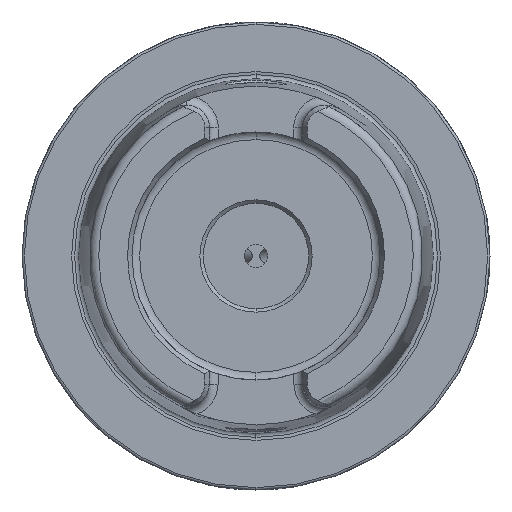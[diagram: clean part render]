
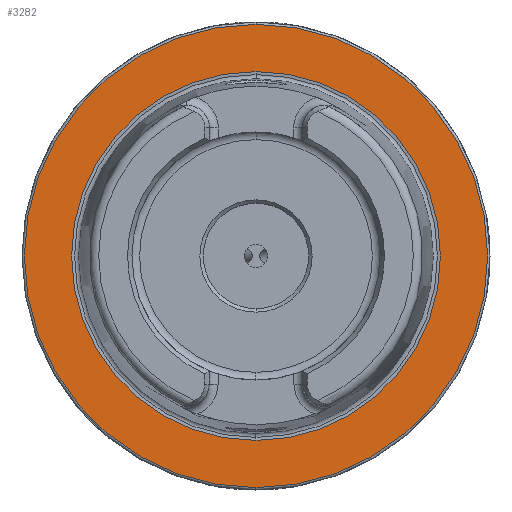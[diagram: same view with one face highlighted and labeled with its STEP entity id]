
A CAD part, left-side view. The second image highlights one B-rep face of the part: STEP entity #3282.
In plain terms, the highlighted planar face has unit normal (-1, 0, 0).
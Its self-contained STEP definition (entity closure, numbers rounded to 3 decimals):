
#1606 = CARTESIAN_POINT ( 'NONE',  ( 0., 0., -39.405 ) ) ;
#1893 = EDGE_CURVE ( 'NONE', #11645, #11648, #14197, .T. ) ;
#1897 = EDGE_CURVE ( 'NONE', #16539, #12457, #14203, .T. ) ;
#2487 = EDGE_LOOP ( 'NONE', ( #12136, #12134 ) ) ;
#2502 = EDGE_LOOP ( 'NONE', ( #12132, #12130 ) ) ;
#3282 = ADVANCED_FACE ( 'NONE', ( #7985, #7987 ), #7988, .F. ) ;
#3305 = CIRCLE ( 'NONE', #3308, 39.405 ) ;
#3307 = CIRCLE ( 'NONE', #3310, 49.5 ) ;
#3308 = AXIS2_PLACEMENT_3D ( 'NONE', #10797, #10798, #10799 ) ;
#3310 = AXIS2_PLACEMENT_3D ( 'NONE', #10800, #10801, #10802 ) ;
#7974 = DIRECTION ( 'NONE',  ( 1., 0., 0. ) ) ;
#7984 = CARTESIAN_POINT ( 'NONE',  ( 0., 49.5, 0. ) ) ;
#7985 = FACE_BOUND ( 'NONE', #2487, .T. ) ;
#7987 = FACE_OUTER_BOUND ( 'NONE', #2502, .T. ) ;
#7988 = PLANE ( 'NONE',  #16971 ) ;
#7990 = DIRECTION ( 'NONE',  ( 0., 0., -1. ) ) ;
#9362 = CARTESIAN_POINT ( 'NONE',  ( 0., 0., 49.5 ) ) ;
#9364 = CARTESIAN_POINT ( 'NONE',  ( 0., 0., -49.5 ) ) ;
#9434 = CARTESIAN_POINT ( 'NONE',  ( 0., 0., 39.405 ) ) ;
#9786 = EDGE_CURVE ( 'NONE', #12457, #16539, #3305, .T. ) ;
#9788 = EDGE_CURVE ( 'NONE', #11648, #11645, #3307, .T. ) ;
#10797 = CARTESIAN_POINT ( 'NONE',  ( 0., 0., 0. ) ) ;
#10798 = DIRECTION ( 'NONE',  ( -1., 0., 0. ) ) ;
#10799 = DIRECTION ( 'NONE',  ( 0., 0., 1. ) ) ;
#10800 = CARTESIAN_POINT ( 'NONE',  ( 0., 0., 0. ) ) ;
#10801 = DIRECTION ( 'NONE',  ( -1., 0., 0. ) ) ;
#10802 = DIRECTION ( 'NONE',  ( 0., 0., 1. ) ) ;
#11645 = VERTEX_POINT ( 'NONE', #9362 ) ;
#11648 = VERTEX_POINT ( 'NONE', #9364 ) ;
#12130 = ORIENTED_EDGE ( 'NONE', *, *, #9788, .T. ) ;
#12132 = ORIENTED_EDGE ( 'NONE', *, *, #1893, .T. ) ;
#12134 = ORIENTED_EDGE ( 'NONE', *, *, #1897, .F. ) ;
#12136 = ORIENTED_EDGE ( 'NONE', *, *, #9786, .F. ) ;
#12457 = VERTEX_POINT ( 'NONE', #9434 ) ;
#13875 = CARTESIAN_POINT ( 'NONE',  ( 0., 0., 0. ) ) ;
#13876 = DIRECTION ( 'NONE',  ( -1., 0., 0. ) ) ;
#13877 = DIRECTION ( 'NONE',  ( 0., 0., 1. ) ) ;
#13887 = CARTESIAN_POINT ( 'NONE',  ( 0., 0., 0. ) ) ;
#13888 = DIRECTION ( 'NONE',  ( -1., 0., 0. ) ) ;
#13889 = DIRECTION ( 'NONE',  ( 0., 0., 1. ) ) ;
#14197 = CIRCLE ( 'NONE', #14200, 49.5 ) ;
#14200 = AXIS2_PLACEMENT_3D ( 'NONE', #13875, #13876, #13877 ) ;
#14203 = CIRCLE ( 'NONE', #14207, 39.405 ) ;
#14207 = AXIS2_PLACEMENT_3D ( 'NONE', #13887, #13888, #13889 ) ;
#16539 = VERTEX_POINT ( 'NONE', #1606 ) ;
#16971 = AXIS2_PLACEMENT_3D ( 'NONE', #7984, #7974, #7990 ) ;
